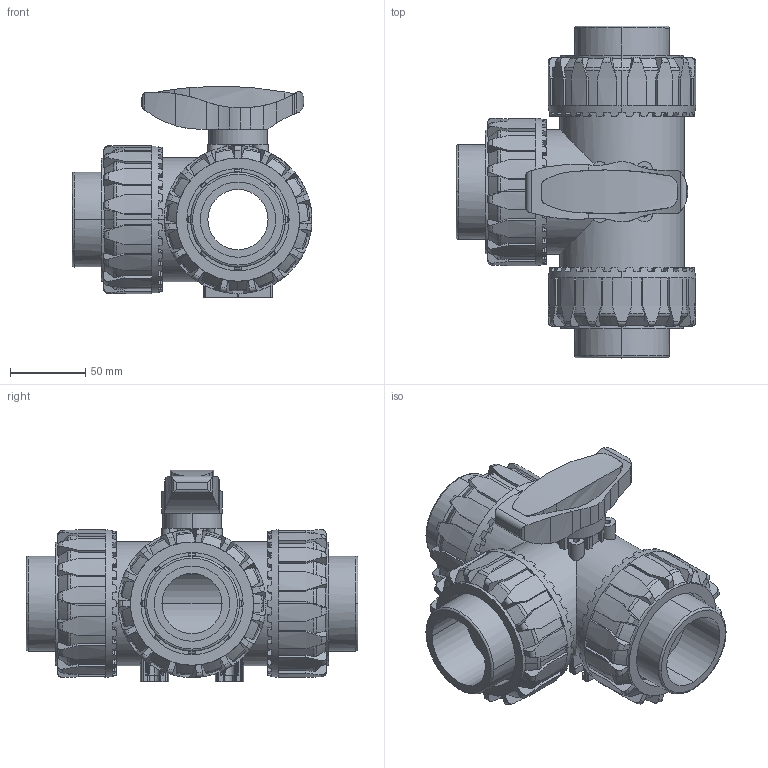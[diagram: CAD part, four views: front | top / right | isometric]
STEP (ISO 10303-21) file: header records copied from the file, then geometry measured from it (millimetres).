
FILE_DESCRIPTION(('STEP AP214'),'1');
FILE_NAME('tkdim050f.stp','2018-03-06T12:57:13',('TraceParts'),('TraceParts S.A.'),'Spatial InterOp 3D',' ',' ');
FILE_SCHEMA(('automotive_design'));
Length unit declared in the file: millimetre
Products named in the file (8): tkdim050f_1; tkdim050f_2; tkdim050f_3; tkdim050f_4; tkdim050f_5; tkdim050f_6; tkdim050f_7; tkdim050f_8
Bounding box: 159.45 x 220.6 x 140.72 mm (x, y, z)
Volume: 1191879.7 mm3; surface area: 254806.2 mm2
Topology: 8 solids, 8 shells, 1460 faces, 4205 edges, 2774 vertices
Faces by surface type: plane 921, cylinder 383, torus 102, cone 54
Entity records: 62492 total; most frequent: CARTESIAN_POINT 11511, DIRECTION 8571, ORIENTED_EDGE 8410, EDGE_CURVE 4205, AXIS2_PLACEMENT_3D 3387, VERTEX_POINT 2774, LINE 1797, VECTOR 1797
